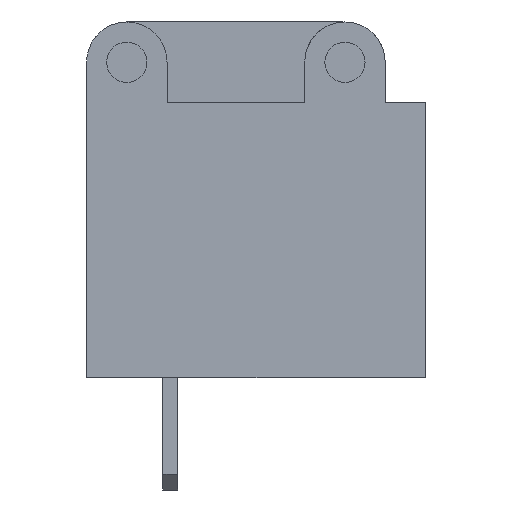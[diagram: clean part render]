
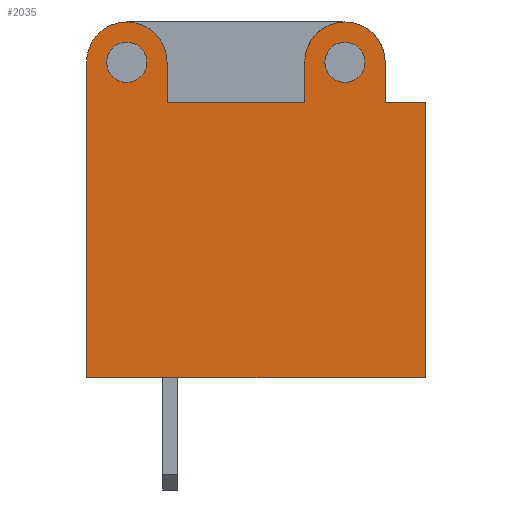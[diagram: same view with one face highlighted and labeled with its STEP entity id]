
A CAD part, left-side view. The second image highlights one B-rep face of the part: STEP entity #2035.
In plain terms, the highlighted planar face has unit normal (-1, 0, 0).
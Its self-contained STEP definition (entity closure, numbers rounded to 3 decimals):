
#13=DIRECTION('',(0.,0.,1.));
#22=VERTEX_POINT('',#23);
#23=CARTESIAN_POINT('',(-5.5,-12.05,0.));
#28=DIRECTION('',(1.,0.,0.));
#30=EDGE_CURVE('',#22,#31,#33,.T.);
#31=VERTEX_POINT('',#32);
#32=CARTESIAN_POINT('',(-5.5,-12.05,13.));
#33=LINE('',#23,#34);
#34=VECTOR('',#13,1.);
#58=VECTOR('',#59,1.);
#59=DIRECTION('',(0.,0.,-1.));
#299=DIRECTION('',(0.,1.,0.));
#304=EDGE_CURVE('',#305,#22,#307,.T.);
#305=VERTEX_POINT('',#306);
#306=CARTESIAN_POINT('',(-5.5,3.95,0.));
#307=LINE('',#306,#308);
#308=VECTOR('',#309,1.);
#309=DIRECTION('',(0.,-1.,0.));
#321=DIRECTION('',(-1.,0.,0.));
#964=VECTOR('',#965,1.);
#965=DIRECTION('',(0.,0.,-1.));
#2028=VERTEX_POINT('',#2029);
#2029=CARTESIAN_POINT('',(-5.5,-10.15,13.));
#2031=ORIENTED_EDGE('',*,*,#2032,.T.);
#2032=EDGE_CURVE('',#2028,#31,#2033,.T.);
#2033=LINE('',#2034,#308);
#2034=CARTESIAN_POINT('',(-5.5,3.95,13.));
#2035=ADVANCED_FACE('',(#2036,#2076,#2084),#2092,.F.);
#2036=FACE_BOUND('',#2037,.F.);
#2037=EDGE_LOOP('',(#2038,#2043,#2050,#2055,#2059,#2064,#2071,#2031,#2074,#2075));
#2038=ORIENTED_EDGE('',*,*,#2039,.F.);
#2039=EDGE_CURVE('',#2040,#305,#2042,.T.);
#2040=VERTEX_POINT('',#2041);
#2041=CARTESIAN_POINT('',(-5.5,3.95,14.9));
#2042=LINE('',#2041,#58);
#2043=ORIENTED_EDGE('',*,*,#2044,.T.);
#2044=EDGE_CURVE('',#2040,#2045,#2047,.T.);
#2045=VERTEX_POINT('',#2046);
#2046=CARTESIAN_POINT('',(-5.5,0.15,14.9));
#2047=CIRCLE('',#2048,1.9);
#2048=AXIS2_PLACEMENT_3D('',#2049,#28,#299);
#2049=CARTESIAN_POINT('',(-5.5,2.05,14.9));
#2050=ORIENTED_EDGE('',*,*,#2051,.T.);
#2051=EDGE_CURVE('',#2045,#2052,#2054,.T.);
#2052=VERTEX_POINT('',#2053);
#2053=CARTESIAN_POINT('',(-5.5,0.15,13.));
#2054=LINE('',#2046,#964);
#2055=ORIENTED_EDGE('',*,*,#2056,.T.);
#2056=EDGE_CURVE('',#2052,#2057,#2033,.T.);
#2057=VERTEX_POINT('',#2058);
#2058=CARTESIAN_POINT('',(-5.5,-6.35,13.));
#2059=ORIENTED_EDGE('',*,*,#2060,.T.);
#2060=EDGE_CURVE('',#2057,#2061,#2063,.T.);
#2061=VERTEX_POINT('',#2062);
#2062=CARTESIAN_POINT('',(-5.5,-6.35,14.9));
#2063=LINE('',#2058,#34);
#2064=ORIENTED_EDGE('',*,*,#2065,.T.);
#2065=EDGE_CURVE('',#2061,#2066,#2068,.T.);
#2066=VERTEX_POINT('',#2067);
#2067=CARTESIAN_POINT('',(-5.5,-10.15,14.9));
#2068=CIRCLE('',#2069,1.9);
#2069=AXIS2_PLACEMENT_3D('',#2070,#28,#299);
#2070=CARTESIAN_POINT('',(-5.5,-8.25,14.9));
#2071=ORIENTED_EDGE('',*,*,#2072,.T.);
#2072=EDGE_CURVE('',#2066,#2028,#2073,.T.);
#2073=LINE('',#2067,#964);
#2074=ORIENTED_EDGE('',*,*,#30,.F.);
#2075=ORIENTED_EDGE('',*,*,#304,.F.);
#2076=FACE_BOUND('',#2077,.F.);
#2077=EDGE_LOOP('',(#2078));
#2078=ORIENTED_EDGE('',*,*,#2079,.T.);
#2079=EDGE_CURVE('',#2080,#2080,#2082,.T.);
#2080=VERTEX_POINT('',#2081);
#2081=CARTESIAN_POINT('',(-5.5,1.1,14.9));
#2082=CIRCLE('',#2083,0.95);
#2083=AXIS2_PLACEMENT_3D('',#2049,#321,#309);
#2084=FACE_BOUND('',#2085,.F.);
#2085=EDGE_LOOP('',(#2086));
#2086=ORIENTED_EDGE('',*,*,#2087,.T.);
#2087=EDGE_CURVE('',#2088,#2088,#2090,.T.);
#2088=VERTEX_POINT('',#2089);
#2089=CARTESIAN_POINT('',(-5.5,-9.2,14.9));
#2090=CIRCLE('',#2091,0.95);
#2091=AXIS2_PLACEMENT_3D('',#2070,#321,#309);
#2092=PLANE('',#2093);
#2093=AXIS2_PLACEMENT_3D('',#306,#28,#309);
